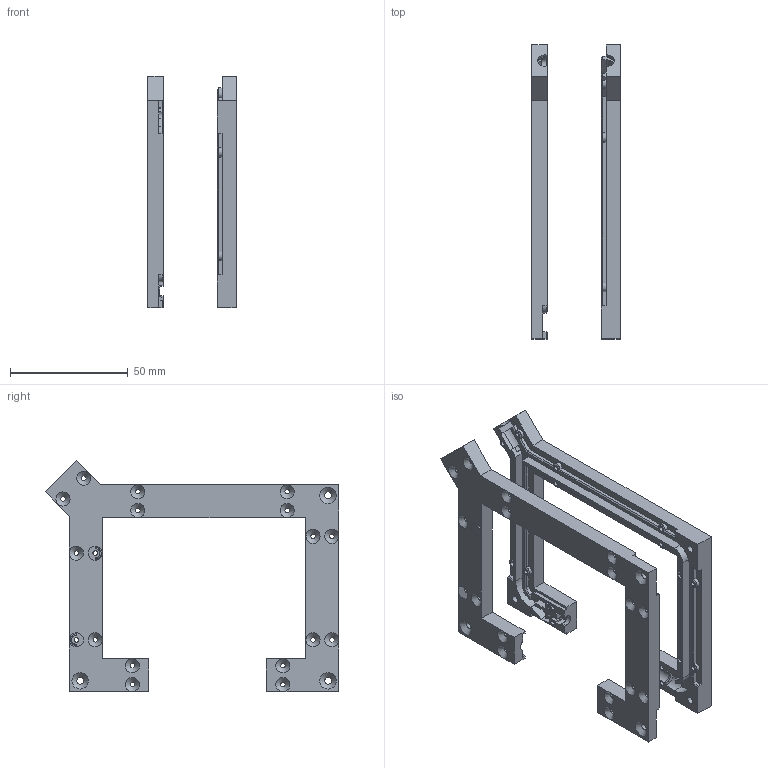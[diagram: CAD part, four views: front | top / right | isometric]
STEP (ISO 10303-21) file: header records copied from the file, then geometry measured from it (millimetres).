
FILE_DESCRIPTION(/* description */ (''),/* implementation_level */ '2;1');
FILE_NAME(/* name */ 'Lichtschranke v14.step',/* time_stamp */ '2023-12-01T09:01:02+01:00',/* author */ (''),/* organization */ (''),/* preprocessor_version */ 'ST-DEVELOPER v20',/* originating_system */ 'Autodesk Translation Framework v12.14.0.127',/* authorisation */ '');
FILE_SCHEMA (('AUTOMOTIVE_DESIGN { 1 0 10303 214 3 1 1 }'));
Length unit declared in the file: millimetre
Products named in the file (1): Lichtschranke
Bounding box: 37.6 x 124.91 x 98.31 mm (x, y, z)
Volume: 46297.3 mm3; surface area: 31979.2 mm2
Topology: 2 solids, 2 shells, 451 faces, 1254 edges, 787 vertices
Faces by surface type: plane 283, cylinder 110, cone 57, bspline 1
Full cylindrical faces by diameter (mm): 2 x36, 3 x6
Entity records: 14516 total; most frequent: CARTESIAN_POINT 2695, ORIENTED_EDGE 2512, DIRECTION 2394, EDGE_CURVE 1256, LINE 894, VECTOR 894, VERTEX_POINT 787, AXIS2_PLACEMENT_3D 750
